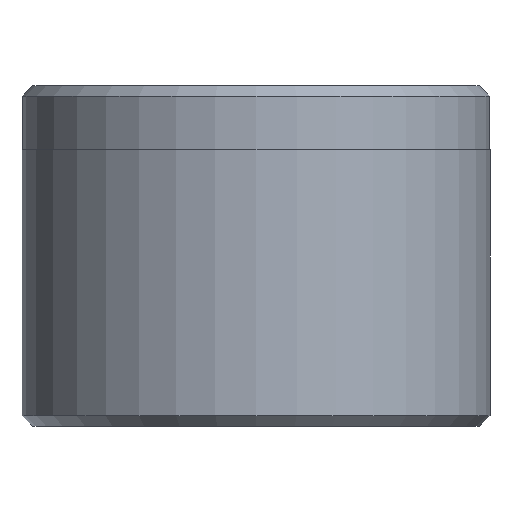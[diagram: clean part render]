
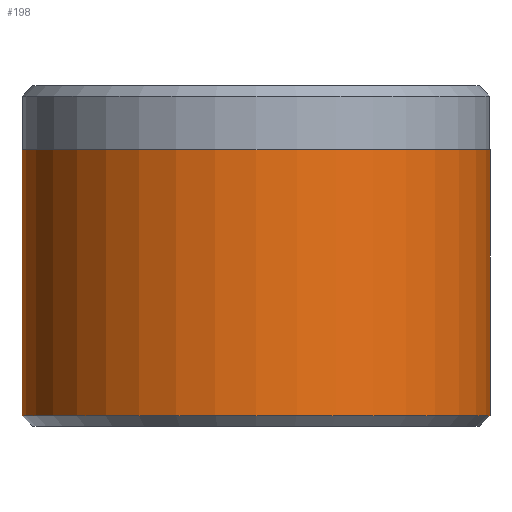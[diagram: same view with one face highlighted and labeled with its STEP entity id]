
A CAD part, front view. The second image highlights one B-rep face of the part: STEP entity #198.
In plain terms, the highlighted cylindrical face has radius 11 mm (diameter 22 mm), a partial arc.
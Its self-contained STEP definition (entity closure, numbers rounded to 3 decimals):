
#73 = CIRCLE ( 'NONE', #551, 11. ) ;
#78 = VERTEX_POINT ( 'NONE', #1531 ) ;
#166 = EDGE_CURVE ( 'NONE', #1262, #78, #1881, .T. ) ;
#198 = ADVANCED_FACE ( 'NONE', ( #507 ), #790, .T. ) ;
#217 = CARTESIAN_POINT ( 'NONE',  ( 0., 0., 13. ) ) ;
#226 = DIRECTION ( 'NONE',  ( 0., 0., -1. ) ) ;
#228 = CARTESIAN_POINT ( 'NONE',  ( 11., 0., 16. ) ) ;
#389 = CARTESIAN_POINT ( 'NONE',  ( -11., 0., 16. ) ) ;
#397 = DIRECTION ( 'NONE',  ( 1., 0., 0. ) ) ;
#408 = VECTOR ( 'NONE', #1136, 1000. ) ;
#410 = LINE ( 'NONE', #228, #2195 ) ;
#449 = VERTEX_POINT ( 'NONE', #801 ) ;
#479 = ORIENTED_EDGE ( 'NONE', *, *, #2132, .F. ) ;
#487 = ORIENTED_EDGE ( 'NONE', *, *, #166, .T. ) ;
#507 = FACE_OUTER_BOUND ( 'NONE', #1249, .T. ) ;
#551 = AXIS2_PLACEMENT_3D ( 'NONE', #217, #1525, #397 ) ;
#658 = EDGE_CURVE ( 'NONE', #923, #78, #410, .T. ) ;
#676 = AXIS2_PLACEMENT_3D ( 'NONE', #1264, #1241, #1272 ) ;
#760 = ORIENTED_EDGE ( 'NONE', *, *, #658, .F. ) ;
#790 = CYLINDRICAL_SURFACE ( 'NONE', #676, 11. ) ;
#801 = CARTESIAN_POINT ( 'NONE',  ( -11., 0., 13. ) ) ;
#923 = VERTEX_POINT ( 'NONE', #1627 ) ;
#1136 = DIRECTION ( 'NONE',  ( 0., 0., -1. ) ) ;
#1241 = DIRECTION ( 'NONE',  ( 0., 0., -1. ) ) ;
#1249 = EDGE_LOOP ( 'NONE', ( #760, #479, #1277, #487 ) ) ;
#1262 = VERTEX_POINT ( 'NONE', #2095 ) ;
#1264 = CARTESIAN_POINT ( 'NONE',  ( 0., 0., 16. ) ) ;
#1272 = DIRECTION ( 'NONE',  ( -1., 0., 0. ) ) ;
#1277 = ORIENTED_EDGE ( 'NONE', *, *, #1603, .T. ) ;
#1373 = DIRECTION ( 'NONE',  ( 1., 0., 0. ) ) ;
#1377 = DIRECTION ( 'NONE',  ( 0., 0., 1. ) ) ;
#1379 = CARTESIAN_POINT ( 'NONE',  ( 0., 0., 0.5 ) ) ;
#1474 = LINE ( 'NONE', #389, #408 ) ;
#1525 = DIRECTION ( 'NONE',  ( 0., 0., 1. ) ) ;
#1531 = CARTESIAN_POINT ( 'NONE',  ( 11., 0., 0.5 ) ) ;
#1603 = EDGE_CURVE ( 'NONE', #449, #1262, #1474, .T. ) ;
#1627 = CARTESIAN_POINT ( 'NONE',  ( 11., 0., 13. ) ) ;
#1881 = CIRCLE ( 'NONE', #2184, 11. ) ;
#2095 = CARTESIAN_POINT ( 'NONE',  ( -11., 0., 0.5 ) ) ;
#2132 = EDGE_CURVE ( 'NONE', #449, #923, #73, .T. ) ;
#2184 = AXIS2_PLACEMENT_3D ( 'NONE', #1379, #1377, #1373 ) ;
#2195 = VECTOR ( 'NONE', #226, 1000. ) ;
